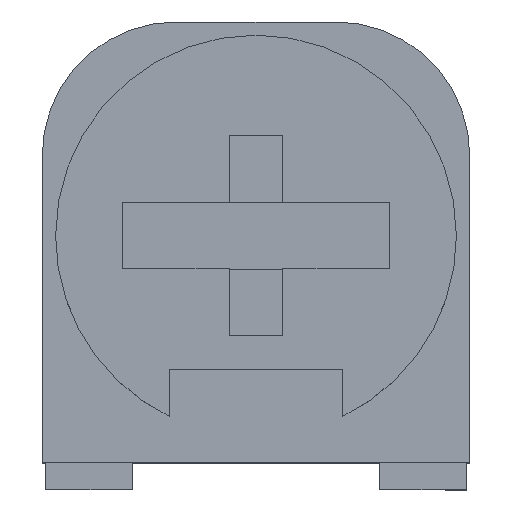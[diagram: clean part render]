
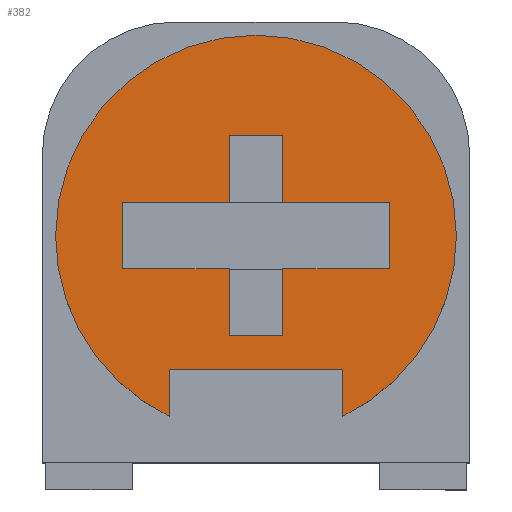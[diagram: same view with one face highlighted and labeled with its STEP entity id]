
A CAD part, top view. The second image highlights one B-rep face of the part: STEP entity #382.
In plain terms, the highlighted planar face has unit normal (0, 0, 1).
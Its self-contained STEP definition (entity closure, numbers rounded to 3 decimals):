
#30 = ORIENTED_EDGE ( 'NONE', *, *, #31, .F. ) ;
#31 = EDGE_CURVE ( 'NONE', #32, #133, #2185, .T. ) ;
#32 = VERTEX_POINT ( 'NONE', #2191 ) ;
#33 = ORIENTED_EDGE ( 'NONE', *, *, #379, .F. ) ;
#34 = VERTEX_POINT ( 'NONE', #2202 ) ;
#49 = VERTEX_POINT ( 'NONE', #2239 ) ;
#50 = EDGE_CURVE ( 'NONE', #49, #64, #2270, .T. ) ;
#61 = VERTEX_POINT ( 'NONE', #2264 ) ;
#63 = EDGE_CURVE ( 'NONE', #64, #61, #2249, .T. ) ;
#64 = VERTEX_POINT ( 'NONE', #2244 ) ;
#103 = EDGE_CURVE ( 'NONE', #104, #105, #2399, .T. ) ;
#104 = VERTEX_POINT ( 'NONE', #2431 ) ;
#105 = VERTEX_POINT ( 'NONE', #2417 ) ;
#128 = VERTEX_POINT ( 'NONE', #2445 ) ;
#133 = VERTEX_POINT ( 'NONE', #2515 ) ;
#162 = EDGE_CURVE ( 'NONE', #128, #387, #2598, .T. ) ;
#171 = EDGE_LOOP ( 'NONE', ( #173, #181, #2902, #366, #201, #195, #315, #189, #353, #191, #194, #253 ) ) ;
#172 = ORIENTED_EDGE ( 'NONE', *, *, #273, .T. ) ;
#173 = ORIENTED_EDGE ( 'NONE', *, *, #179, .F. ) ;
#175 = EDGE_CURVE ( 'NONE', #49, #34, #2587, .T. ) ;
#176 = ORIENTED_EDGE ( 'NONE', *, *, #50, .T. ) ;
#177 = ORIENTED_EDGE ( 'NONE', *, *, #63, .T. ) ;
#179 = EDGE_CURVE ( 'NONE', #105, #180, #2593, .T. ) ;
#180 = VERTEX_POINT ( 'NONE', #2622 ) ;
#181 = ORIENTED_EDGE ( 'NONE', *, *, #103, .F. ) ;
#189 = ORIENTED_EDGE ( 'NONE', *, *, #190, .F. ) ;
#190 = EDGE_CURVE ( 'NONE', #318, #317, #2615, .T. ) ;
#191 = ORIENTED_EDGE ( 'NONE', *, *, #192, .F. ) ;
#192 = EDGE_CURVE ( 'NONE', #193, #355, #2612, .T. ) ;
#193 = VERTEX_POINT ( 'NONE', #2608 ) ;
#194 = ORIENTED_EDGE ( 'NONE', *, *, #250, .F. ) ;
#195 = ORIENTED_EDGE ( 'NONE', *, *, #370, .F. ) ;
#201 = ORIENTED_EDGE ( 'NONE', *, *, #255, .F. ) ;
#250 = EDGE_CURVE ( 'NONE', #251, #193, #2851, .T. ) ;
#251 = VERTEX_POINT ( 'NONE', #2842 ) ;
#252 = VERTEX_POINT ( 'NONE', #2841 ) ;
#253 = ORIENTED_EDGE ( 'NONE', *, *, #256, .F. ) ;
#255 = EDGE_CURVE ( 'NONE', #252, #128, #2811, .T. ) ;
#256 = EDGE_CURVE ( 'NONE', #180, #251, #2816, .T. ) ;
#273 = EDGE_CURVE ( 'NONE', #61, #133, #2992, .T. ) ;
#315 = ORIENTED_EDGE ( 'NONE', *, *, #316, .F. ) ;
#316 = EDGE_CURVE ( 'NONE', #317, #371, #762, .T. ) ;
#317 = VERTEX_POINT ( 'NONE', #758 ) ;
#318 = VERTEX_POINT ( 'NONE', #757 ) ;
#353 = ORIENTED_EDGE ( 'NONE', *, *, #354, .F. ) ;
#354 = EDGE_CURVE ( 'NONE', #355, #318, #917, .T. ) ;
#355 = VERTEX_POINT ( 'NONE', #913 ) ;
#366 = ORIENTED_EDGE ( 'NONE', *, *, #162, .F. ) ;
#369 = EDGE_CURVE ( 'NONE', #387, #104, #939, .T. ) ;
#370 = EDGE_CURVE ( 'NONE', #371, #252, #935, .T. ) ;
#371 = VERTEX_POINT ( 'NONE', #931 ) ;
#379 = EDGE_CURVE ( 'NONE', #34, #32, #971, .T. ) ;
#380 = ORIENTED_EDGE ( 'NONE', *, *, #175, .F. ) ;
#382 = ADVANCED_FACE ( 'NONE', ( #967, #966 ), #951, .T. ) ;
#383 = EDGE_LOOP ( 'NONE', ( #30, #33, #380, #176, #177, #172 ) ) ;
#387 = VERTEX_POINT ( 'NONE', #1009 ) ;
#757 = CARTESIAN_POINT ( 'NONE',  ( 0.4, -1.5, 7.5 ) ) ;
#758 = CARTESIAN_POINT ( 'NONE',  ( 0.4, -0.5, 7.5 ) ) ;
#759 = DIRECTION ( 'NONE',  ( 1., 0., 0. ) ) ;
#760 = VECTOR ( 'NONE', #759, 1000. ) ;
#761 = CARTESIAN_POINT ( 'NONE',  ( -2., -0.5, 7.5 ) ) ;
#762 = LINE ( 'NONE', #761, #760 ) ;
#913 = CARTESIAN_POINT ( 'NONE',  ( -0.4, -1.5, 7.5 ) ) ;
#914 = DIRECTION ( 'NONE',  ( 1., 0., 0. ) ) ;
#915 = VECTOR ( 'NONE', #914, 1000. ) ;
#916 = CARTESIAN_POINT ( 'NONE',  ( -0.4, -1.5, 7.5 ) ) ;
#917 = LINE ( 'NONE', #916, #915 ) ;
#931 = CARTESIAN_POINT ( 'NONE',  ( 2., -0.5, 7.5 ) ) ;
#932 = DIRECTION ( 'NONE',  ( 0., 1., 0. ) ) ;
#933 = VECTOR ( 'NONE', #932, 1000. ) ;
#934 = CARTESIAN_POINT ( 'NONE',  ( 2., 0.5, 7.5 ) ) ;
#935 = LINE ( 'NONE', #934, #933 ) ;
#936 = DIRECTION ( 'NONE',  ( -1., 0., 0. ) ) ;
#937 = VECTOR ( 'NONE', #936, 1000. ) ;
#938 = CARTESIAN_POINT ( 'NONE',  ( -0.4, 1.5, 7.5 ) ) ;
#939 = LINE ( 'NONE', #938, #937 ) ;
#950 = AXIS2_PLACEMENT_3D ( 'NONE', #1013, #1012, #1011 ) ;
#951 = PLANE ( 'NONE',  #950 ) ;
#966 = FACE_BOUND ( 'NONE', #171, .T. ) ;
#967 = FACE_OUTER_BOUND ( 'NONE', #383, .T. ) ;
#968 = DIRECTION ( 'NONE',  ( -1., 0., 0. ) ) ;
#969 = VECTOR ( 'NONE', #968, 1000. ) ;
#970 = CARTESIAN_POINT ( 'NONE',  ( -1.3, -2., 7.5 ) ) ;
#971 = LINE ( 'NONE', #970, #969 ) ;
#1009 = CARTESIAN_POINT ( 'NONE',  ( 0.4, 1.5, 7.5 ) ) ;
#1011 = DIRECTION ( 'NONE',  ( 1., 0., 0. ) ) ;
#1012 = DIRECTION ( 'NONE',  ( 0., 0., 1. ) ) ;
#1013 = CARTESIAN_POINT ( 'NONE',  ( 0., 0., 7.5 ) ) ;
#2184 = CARTESIAN_POINT ( 'NONE',  ( -1.3, -2., 7.5 ) ) ;
#2185 = LINE ( 'NONE', #2184, #2193 ) ;
#2191 = CARTESIAN_POINT ( 'NONE',  ( -1.3, -2., 7.5 ) ) ;
#2192 = DIRECTION ( 'NONE',  ( 0., -1., 0. ) ) ;
#2193 = VECTOR ( 'NONE', #2192, 1000. ) ;
#2202 = CARTESIAN_POINT ( 'NONE',  ( 1.3, -2., 7.5 ) ) ;
#2239 = CARTESIAN_POINT ( 'NONE',  ( 1.3, -2.704, 7.5 ) ) ;
#2244 = CARTESIAN_POINT ( 'NONE',  ( 3., 0., 7.5 ) ) ;
#2245 = DIRECTION ( 'NONE',  ( 1., 0., 0. ) ) ;
#2246 = DIRECTION ( 'NONE',  ( 0., 0., 1. ) ) ;
#2247 = CARTESIAN_POINT ( 'NONE',  ( 0., 0., 7.5 ) ) ;
#2248 = AXIS2_PLACEMENT_3D ( 'NONE', #2247, #2246, #2245 ) ;
#2249 = CIRCLE ( 'NONE', #2248, 3. ) ;
#2250 = AXIS2_PLACEMENT_3D ( 'NONE', #2267, #2266, #2254 ) ;
#2254 = DIRECTION ( 'NONE',  ( 1., 0., 0. ) ) ;
#2264 = CARTESIAN_POINT ( 'NONE',  ( -3., 0., 7.5 ) ) ;
#2266 = DIRECTION ( 'NONE',  ( 0., 0., 1. ) ) ;
#2267 = CARTESIAN_POINT ( 'NONE',  ( 0., 0., 7.5 ) ) ;
#2270 = CIRCLE ( 'NONE', #2250, 3. ) ;
#2396 = DIRECTION ( 'NONE',  ( 0., -1., 0. ) ) ;
#2397 = VECTOR ( 'NONE', #2396, 1000. ) ;
#2398 = CARTESIAN_POINT ( 'NONE',  ( -0.4, 1.5, 7.5 ) ) ;
#2399 = LINE ( 'NONE', #2398, #2397 ) ;
#2417 = CARTESIAN_POINT ( 'NONE',  ( -0.4, 0.5, 7.5 ) ) ;
#2431 = CARTESIAN_POINT ( 'NONE',  ( -0.4, 1.5, 7.5 ) ) ;
#2445 = CARTESIAN_POINT ( 'NONE',  ( 0.4, 0.5, 7.5 ) ) ;
#2515 = CARTESIAN_POINT ( 'NONE',  ( -1.3, -2.704, 7.5 ) ) ;
#2587 = LINE ( 'NONE', #2605, #2604 ) ;
#2588 = DIRECTION ( 'NONE',  ( -1., 0., 0. ) ) ;
#2589 = VECTOR ( 'NONE', #2588, 1000. ) ;
#2592 = CARTESIAN_POINT ( 'NONE',  ( -2., 0.5, 7.5 ) ) ;
#2593 = LINE ( 'NONE', #2592, #2589 ) ;
#2597 = CARTESIAN_POINT ( 'NONE',  ( 0.4, 1.5, 7.5 ) ) ;
#2598 = LINE ( 'NONE', #2597, #2627 ) ;
#2603 = DIRECTION ( 'NONE',  ( 0., 1., 0. ) ) ;
#2604 = VECTOR ( 'NONE', #2603, 1000. ) ;
#2605 = CARTESIAN_POINT ( 'NONE',  ( 1.3, 0., 7.5 ) ) ;
#2607 = DIRECTION ( 'NONE',  ( 0., 1., 0. ) ) ;
#2608 = CARTESIAN_POINT ( 'NONE',  ( -0.4, -0.5, 7.5 ) ) ;
#2609 = DIRECTION ( 'NONE',  ( 0., -1., 0. ) ) ;
#2610 = VECTOR ( 'NONE', #2609, 1000. ) ;
#2611 = CARTESIAN_POINT ( 'NONE',  ( -0.4, 1.5, 7.5 ) ) ;
#2612 = LINE ( 'NONE', #2611, #2610 ) ;
#2615 = LINE ( 'NONE', #2619, #2618 ) ;
#2618 = VECTOR ( 'NONE', #2607, 1000. ) ;
#2619 = CARTESIAN_POINT ( 'NONE',  ( 0.4, 1.5, 7.5 ) ) ;
#2622 = CARTESIAN_POINT ( 'NONE',  ( -2., 0.5, 7.5 ) ) ;
#2626 = DIRECTION ( 'NONE',  ( 0., 1., 0. ) ) ;
#2627 = VECTOR ( 'NONE', #2626, 1000. ) ;
#2808 = DIRECTION ( 'NONE',  ( -1., 0., 0. ) ) ;
#2809 = VECTOR ( 'NONE', #2808, 1000. ) ;
#2810 = CARTESIAN_POINT ( 'NONE',  ( -2., 0.5, 7.5 ) ) ;
#2811 = LINE ( 'NONE', #2810, #2809 ) ;
#2814 = DIRECTION ( 'NONE',  ( 0., -1., 0. ) ) ;
#2815 = CARTESIAN_POINT ( 'NONE',  ( -2., 0.5, 7.5 ) ) ;
#2816 = LINE ( 'NONE', #2815, #2869 ) ;
#2841 = CARTESIAN_POINT ( 'NONE',  ( 2., 0.5, 7.5 ) ) ;
#2842 = CARTESIAN_POINT ( 'NONE',  ( -2., -0.5, 7.5 ) ) ;
#2848 = DIRECTION ( 'NONE',  ( 1., 0., 0. ) ) ;
#2849 = VECTOR ( 'NONE', #2848, 1000. ) ;
#2850 = CARTESIAN_POINT ( 'NONE',  ( -2., -0.5, 7.5 ) ) ;
#2851 = LINE ( 'NONE', #2850, #2849 ) ;
#2869 = VECTOR ( 'NONE', #2814, 1000. ) ;
#2902 = ORIENTED_EDGE ( 'NONE', *, *, #369, .F. ) ;
#2988 = DIRECTION ( 'NONE',  ( 1., 0., 0. ) ) ;
#2989 = DIRECTION ( 'NONE',  ( 0., 0., 1. ) ) ;
#2990 = CARTESIAN_POINT ( 'NONE',  ( 0., 0., 7.5 ) ) ;
#2991 = AXIS2_PLACEMENT_3D ( 'NONE', #2990, #2989, #2988 ) ;
#2992 = CIRCLE ( 'NONE', #2991, 3. ) ;
